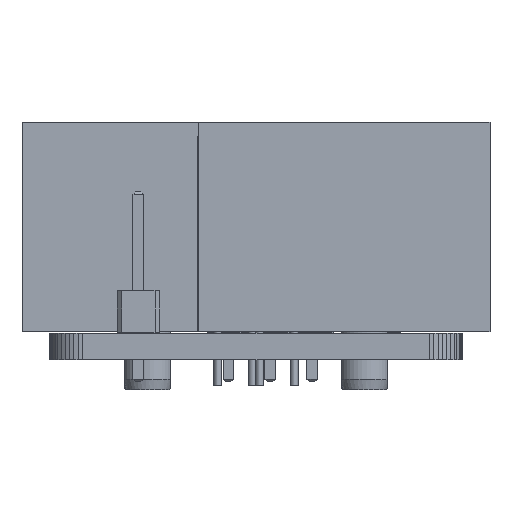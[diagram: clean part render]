
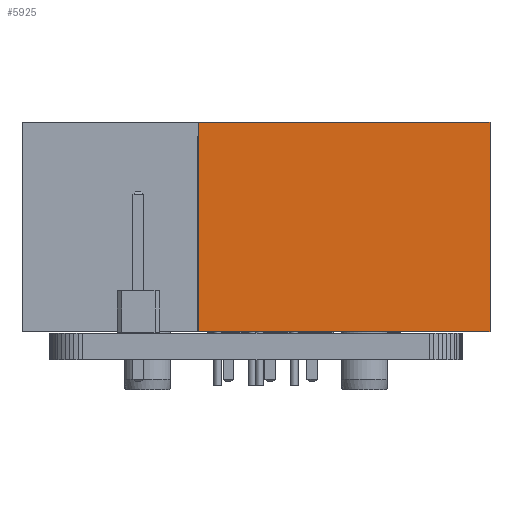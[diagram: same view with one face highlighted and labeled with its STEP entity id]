
A CAD part, left-side view. The second image highlights one B-rep face of the part: STEP entity #5925.
In plain terms, the highlighted face is planar.
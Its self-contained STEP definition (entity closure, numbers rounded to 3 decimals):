
#4028 = PLANE('',#4029);
#4029 = AXIS2_PLACEMENT_3D('',#4030,#4031,#4032);
#4030 = CARTESIAN_POINT('',(-0.04,-4.11,0.));
#4031 = DIRECTION('',(-1.,0.,0.));
#4032 = DIRECTION('',(0.,0.,1.));
#4056 = PLANE('',#4057);
#4057 = AXIS2_PLACEMENT_3D('',#4058,#4059,#4060);
#4058 = CARTESIAN_POINT('',(-5.1,-10.46,-6.4));
#4059 = DIRECTION('',(0.,-1.,0.));
#4060 = DIRECTION('',(1.,0.,0.));
#4453 = VERTEX_POINT('',#4454);
#4454 = CARTESIAN_POINT('',(-0.04,2.24,-7.65));
#4468 = PLANE('',#4469);
#4469 = AXIS2_PLACEMENT_3D('',#4470,#4471,#4472);
#4470 = CARTESIAN_POINT('',(-0.04,2.24,7.65));
#4471 = DIRECTION('',(0.,1.,0.));
#4472 = DIRECTION('',(0.,0.,-1.));
#4480 = EDGE_CURVE('',#4453,#4481,#4483,.T.);
#4481 = VERTEX_POINT('',#4482);
#4482 = CARTESIAN_POINT('',(-0.04,-10.46,-7.65));
#4483 = SURFACE_CURVE('',#4484,(#4488,#4495),.PCURVE_S1.);
#4484 = LINE('',#4485,#4486);
#4485 = CARTESIAN_POINT('',(-0.04,2.24,-7.65));
#4486 = VECTOR('',#4487,1.);
#4487 = DIRECTION('',(0.,-1.,0.));
#4488 = PCURVE('',#4028,#4489);
#4489 = DEFINITIONAL_REPRESENTATION('',(#4490),#4494);
#4490 = LINE('',#4491,#4492);
#4491 = CARTESIAN_POINT('',(-7.65,6.35));
#4492 = VECTOR('',#4493,1.);
#4493 = DIRECTION('',(0.,-1.));
#4494 = ( GEOMETRIC_REPRESENTATION_CONTEXT(2) 
PARAMETRIC_REPRESENTATION_CONTEXT() REPRESENTATION_CONTEXT('2D SPACE',''
  ) );
#4495 = PCURVE('',#4496,#4501);
#4496 = PLANE('',#4497);
#4497 = AXIS2_PLACEMENT_3D('',#4498,#4499,#4500);
#4498 = CARTESIAN_POINT('',(-0.04,2.24,-7.65));
#4499 = DIRECTION('',(0.,0.,-1.));
#4500 = DIRECTION('',(0.,-1.,0.));
#4501 = DEFINITIONAL_REPRESENTATION('',(#4502),#4506);
#4502 = LINE('',#4503,#4504);
#4503 = CARTESIAN_POINT('',(0.,-0.));
#4504 = VECTOR('',#4505,1.);
#4505 = DIRECTION('',(1.,0.));
#4506 = ( GEOMETRIC_REPRESENTATION_CONTEXT(2) 
PARAMETRIC_REPRESENTATION_CONTEXT() REPRESENTATION_CONTEXT('2D SPACE',''
  ) );
#5059 = EDGE_CURVE('',#4481,#5060,#5062,.T.);
#5060 = VERTEX_POINT('',#5061);
#5061 = CARTESIAN_POINT('',(-17.74,-10.46,-7.65));
#5062 = SURFACE_CURVE('',#5063,(#5067,#5074),.PCURVE_S1.);
#5063 = LINE('',#5064,#5065);
#5064 = CARTESIAN_POINT('',(-0.04,-10.46,-7.65));
#5065 = VECTOR('',#5066,1.);
#5066 = DIRECTION('',(-1.,0.,0.));
#5067 = PCURVE('',#4056,#5068);
#5068 = DEFINITIONAL_REPRESENTATION('',(#5069),#5073);
#5069 = LINE('',#5070,#5071);
#5070 = CARTESIAN_POINT('',(5.06,-1.25));
#5071 = VECTOR('',#5072,1.);
#5072 = DIRECTION('',(-1.,0.));
#5073 = ( GEOMETRIC_REPRESENTATION_CONTEXT(2) 
PARAMETRIC_REPRESENTATION_CONTEXT() REPRESENTATION_CONTEXT('2D SPACE',''
  ) );
#5074 = PCURVE('',#4496,#5075);
#5075 = DEFINITIONAL_REPRESENTATION('',(#5076),#5080);
#5076 = LINE('',#5077,#5078);
#5077 = CARTESIAN_POINT('',(12.7,0.));
#5078 = VECTOR('',#5079,1.);
#5079 = DIRECTION('',(0.,1.));
#5080 = ( GEOMETRIC_REPRESENTATION_CONTEXT(2) 
PARAMETRIC_REPRESENTATION_CONTEXT() REPRESENTATION_CONTEXT('2D SPACE',''
  ) );
#5098 = PLANE('',#5099);
#5099 = AXIS2_PLACEMENT_3D('',#5100,#5101,#5102);
#5100 = CARTESIAN_POINT('',(-17.74,-4.11,0.));
#5101 = DIRECTION('',(-1.,0.,0.));
#5102 = DIRECTION('',(0.,0.,1.));
#5925 = ADVANCED_FACE('',(#5926),#4496,.T.);
#5926 = FACE_BOUND('',#5927,.F.);
#5927 = EDGE_LOOP('',(#5928,#5929,#5952,#5973));
#5928 = ORIENTED_EDGE('',*,*,#4480,.F.);
#5929 = ORIENTED_EDGE('',*,*,#5930,.T.);
#5930 = EDGE_CURVE('',#4453,#5931,#5933,.T.);
#5931 = VERTEX_POINT('',#5932);
#5932 = CARTESIAN_POINT('',(-17.74,2.24,-7.65));
#5933 = SURFACE_CURVE('',#5934,(#5938,#5945),.PCURVE_S1.);
#5934 = LINE('',#5935,#5936);
#5935 = CARTESIAN_POINT('',(-0.04,2.24,-7.65));
#5936 = VECTOR('',#5937,1.);
#5937 = DIRECTION('',(-1.,0.,0.));
#5938 = PCURVE('',#4496,#5939);
#5939 = DEFINITIONAL_REPRESENTATION('',(#5940),#5944);
#5940 = LINE('',#5941,#5942);
#5941 = CARTESIAN_POINT('',(0.,-0.));
#5942 = VECTOR('',#5943,1.);
#5943 = DIRECTION('',(0.,1.));
#5944 = ( GEOMETRIC_REPRESENTATION_CONTEXT(2) 
PARAMETRIC_REPRESENTATION_CONTEXT() REPRESENTATION_CONTEXT('2D SPACE',''
  ) );
#5945 = PCURVE('',#4468,#5946);
#5946 = DEFINITIONAL_REPRESENTATION('',(#5947),#5951);
#5947 = LINE('',#5948,#5949);
#5948 = CARTESIAN_POINT('',(15.3,0.));
#5949 = VECTOR('',#5950,1.);
#5950 = DIRECTION('',(0.,1.));
#5951 = ( GEOMETRIC_REPRESENTATION_CONTEXT(2) 
PARAMETRIC_REPRESENTATION_CONTEXT() REPRESENTATION_CONTEXT('2D SPACE',''
  ) );
#5952 = ORIENTED_EDGE('',*,*,#5953,.T.);
#5953 = EDGE_CURVE('',#5931,#5060,#5954,.T.);
#5954 = SURFACE_CURVE('',#5955,(#5959,#5966),.PCURVE_S1.);
#5955 = LINE('',#5956,#5957);
#5956 = CARTESIAN_POINT('',(-17.74,2.24,-7.65));
#5957 = VECTOR('',#5958,1.);
#5958 = DIRECTION('',(0.,-1.,0.));
#5959 = PCURVE('',#4496,#5960);
#5960 = DEFINITIONAL_REPRESENTATION('',(#5961),#5965);
#5961 = LINE('',#5962,#5963);
#5962 = CARTESIAN_POINT('',(0.,17.7));
#5963 = VECTOR('',#5964,1.);
#5964 = DIRECTION('',(1.,0.));
#5965 = ( GEOMETRIC_REPRESENTATION_CONTEXT(2) 
PARAMETRIC_REPRESENTATION_CONTEXT() REPRESENTATION_CONTEXT('2D SPACE',''
  ) );
#5966 = PCURVE('',#5098,#5967);
#5967 = DEFINITIONAL_REPRESENTATION('',(#5968),#5972);
#5968 = LINE('',#5969,#5970);
#5969 = CARTESIAN_POINT('',(-7.65,6.35));
#5970 = VECTOR('',#5971,1.);
#5971 = DIRECTION('',(0.,-1.));
#5972 = ( GEOMETRIC_REPRESENTATION_CONTEXT(2) 
PARAMETRIC_REPRESENTATION_CONTEXT() REPRESENTATION_CONTEXT('2D SPACE',''
  ) );
#5973 = ORIENTED_EDGE('',*,*,#5059,.F.);
